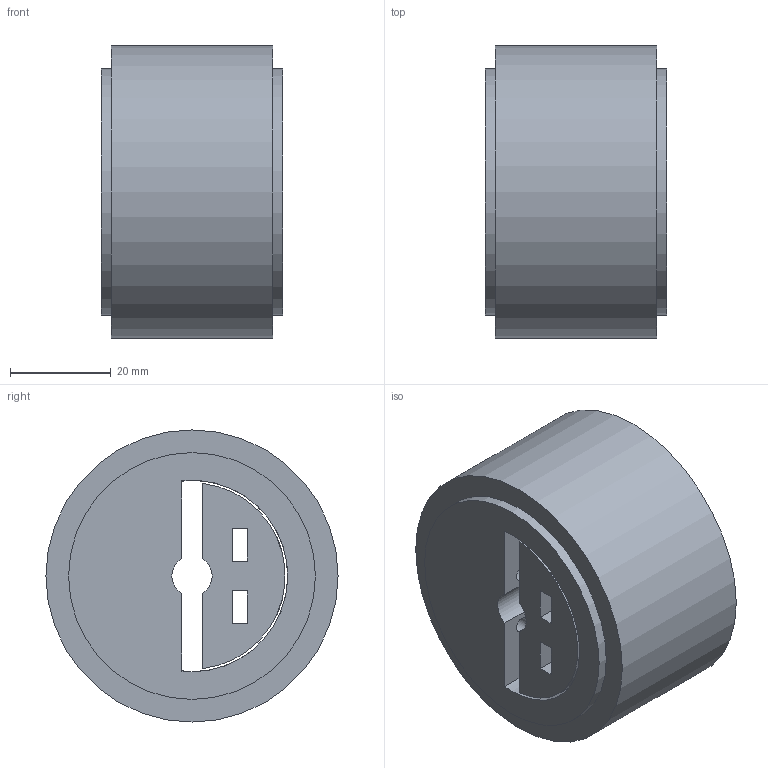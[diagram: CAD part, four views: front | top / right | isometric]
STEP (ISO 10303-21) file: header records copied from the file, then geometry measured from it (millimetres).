
FILE_DESCRIPTION(/* description */ (''),/* implementation_level */ '2;1');
FILE_NAME(/* name */ 'Rueda + Silicona v0.step',/* time_stamp */ '2024-07-10T10:32:52-03:00',/* author */ (''),/* organization */ (''),/* preprocessor_version */ 'ST-DEVELOPER v20',/* originating_system */ 'Autodesk Translation Framework v13.14.0.145',/* authorisation */ '');
FILE_SCHEMA (('AUTOMOTIVE_DESIGN { 1 0 10303 214 3 1 1 }'));
Length unit declared in the file: millimetre
Products named in the file (2): Rueda + Silicona; rueda
Assembly tree (1 placements, depth 2):
  Rueda + Silicona
    rueda
Bounding box: 36 x 58 x 58 mm (x, y, z)
Volume: 57261.3 mm3; surface area: 27619.8 mm2
Topology: 3 solids, 3 shells, 52 faces, 118 edges, 80 vertices
Faces by surface type: plane 29, cylinder 23
Full cylindrical faces by diameter (mm): 3 x6, 5.5 x2, 6 x6, 38 x1, 45 x2, 49 x2, 58 x1
Entity records: 1873 total; most frequent: CARTESIAN_POINT 597, DIRECTION 250, ORIENTED_EDGE 236, EDGE_CURVE 118, AXIS2_PLACEMENT_3D 95, EDGE_LOOP 80, VERTEX_POINT 80, LINE 60
